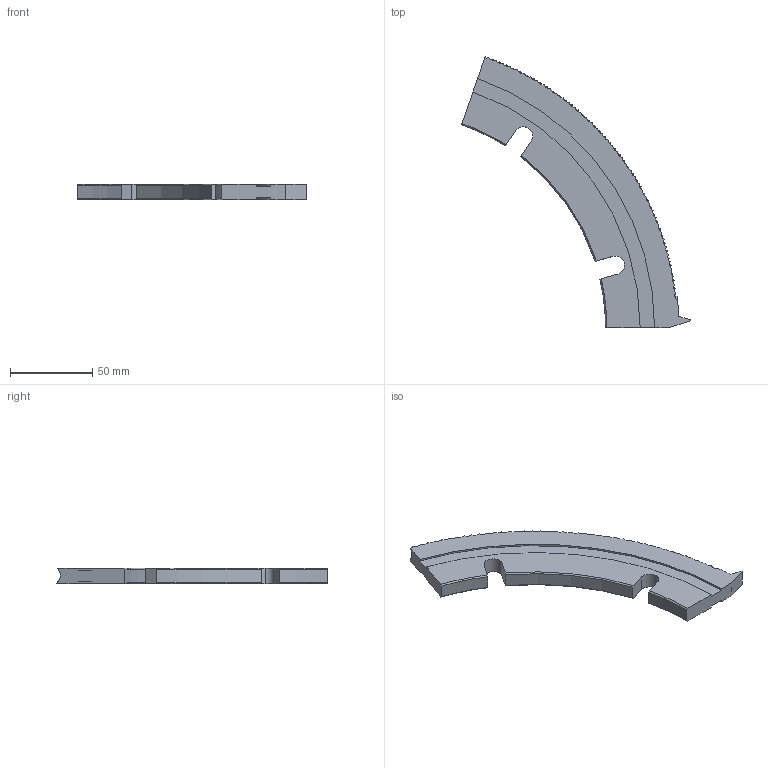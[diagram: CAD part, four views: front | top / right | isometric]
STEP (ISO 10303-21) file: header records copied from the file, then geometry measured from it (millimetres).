
FILE_DESCRIPTION (( 'STEP AP203' ), '1' );
FILE_NAME ('M5408-S.STEP', '2022-04-22T21:03:41', ( '' ), ( '' ), 'SwSTEP 2.0', 'SolidWorks 2020', '' );
FILE_SCHEMA (( 'CONFIG_CONTROL_DESIGN' ));
Length unit declared in the file: inch
Products named in the file (1): M5408-S
Bounding box: 138.88 x 164.34 x 9.49 mm (x, y, z)
Volume: 67833.4 mm3; surface area: 21573.2 mm2
Topology: 1 solids, 1 shells, 121 faces, 357 edges, 238 vertices
Faces by surface type: sphere 86, plane 15, cylinder 12, cone 6, torus 2
Entity records: 5573 total; most frequent: CARTESIAN_POINT 2245, ORIENTED_EDGE 714, DIRECTION 712, EDGE_CURVE 357, AXIS2_PLACEMENT_3D 329, VERTEX_POINT 238, CIRCLE 207, FACE_OUTER_BOUND 121
